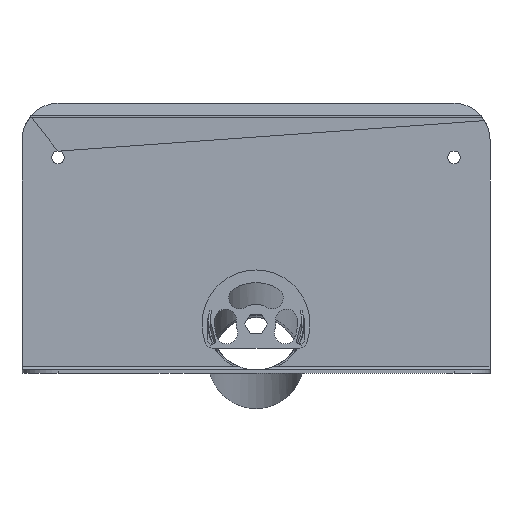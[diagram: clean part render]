
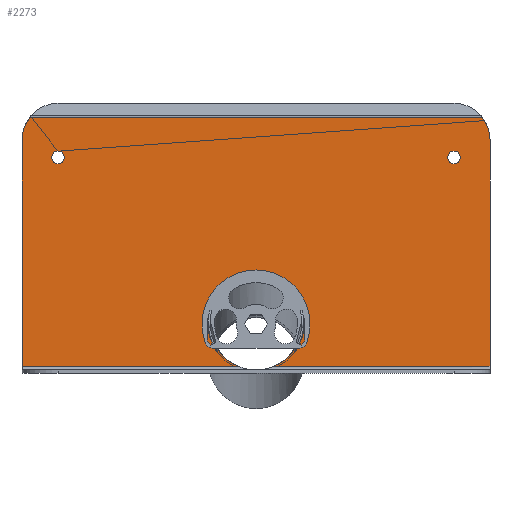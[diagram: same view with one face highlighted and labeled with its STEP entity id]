
A CAD part, left-side view. The second image highlights one B-rep face of the part: STEP entity #2273.
In plain terms, the highlighted planar face has unit normal (-1, 0, 0).
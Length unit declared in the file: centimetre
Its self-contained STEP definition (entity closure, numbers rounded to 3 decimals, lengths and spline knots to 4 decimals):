
#35=FACE_BOUND('',#301,.T.);
#36=FACE_BOUND('',#302,.T.);
#105=PLANE('',#2414);
#178=FACE_OUTER_BOUND('',#300,.T.);
#300=EDGE_LOOP('',(#1552,#1553,#1554,#1555,#1556,#1557,#1558,#1559,#1560,
#1561,#1562,#1563,#1564,#1565,#1566,#1567,#1568,#1569,#1570,#1571));
#301=EDGE_LOOP('',(#1572));
#302=EDGE_LOOP('',(#1573));
#439=LINE('',#3384,#632);
#446=LINE('',#3410,#639);
#448=LINE('',#3425,#641);
#449=LINE('',#3429,#642);
#450=LINE('',#3431,#643);
#451=LINE('',#3435,#644);
#452=LINE('',#3439,#645);
#453=LINE('',#3443,#646);
#454=LINE('',#3447,#647);
#455=LINE('',#3451,#648);
#456=LINE('',#3455,#649);
#632=VECTOR('',#2676,10.);
#639=VECTOR('',#2701,10.);
#641=VECTOR('',#2705,1.);
#642=VECTOR('',#2708,10.);
#643=VECTOR('',#2709,10.);
#644=VECTOR('',#2712,10.);
#645=VECTOR('',#2715,10.);
#646=VECTOR('',#2718,10.);
#647=VECTOR('',#2721,10.);
#648=VECTOR('',#2724,10.);
#649=VECTOR('',#2727,10.);
#820=CIRCLE('',#2393,20.);
#826=CIRCLE('',#2403,3.5);
#833=CIRCLE('',#2415,20.);
#834=CIRCLE('',#2416,25.5);
#835=CIRCLE('',#2417,26.75);
#836=CIRCLE('',#2418,25.5);
#837=CIRCLE('',#2419,26.75);
#838=CIRCLE('',#2420,25.5);
#839=CIRCLE('',#2421,26.75);
#840=CIRCLE('',#2422,25.5);
#841=CIRCLE('',#2423,3.5);
#931=VERTEX_POINT('',#3339);
#933=VERTEX_POINT('',#3345);
#943=VERTEX_POINT('',#3379);
#944=VERTEX_POINT('',#3383);
#954=VERTEX_POINT('',#3409);
#956=VERTEX_POINT('',#3424);
#957=VERTEX_POINT('',#3426);
#958=VERTEX_POINT('',#3428);
#959=VERTEX_POINT('',#3430);
#960=VERTEX_POINT('',#3432);
#961=VERTEX_POINT('',#3434);
#962=VERTEX_POINT('',#3436);
#963=VERTEX_POINT('',#3438);
#964=VERTEX_POINT('',#3440);
#965=VERTEX_POINT('',#3442);
#966=VERTEX_POINT('',#3444);
#967=VERTEX_POINT('',#3446);
#968=VERTEX_POINT('',#3448);
#969=VERTEX_POINT('',#3450);
#970=VERTEX_POINT('',#3452);
#971=VERTEX_POINT('',#3454);
#972=VERTEX_POINT('',#3457);
#1163=EDGE_CURVE('',#931,#933,#820,.T.);
#1177=EDGE_CURVE('',#943,#943,#826,.T.);
#1178=EDGE_CURVE('',#944,#933,#439,.T.);
#1191=EDGE_CURVE('',#954,#944,#446,.T.);
#1194=EDGE_CURVE('',#956,#931,#448,.T.);
#1195=EDGE_CURVE('',#956,#957,#833,.T.);
#1196=EDGE_CURVE('',#958,#957,#449,.T.);
#1197=EDGE_CURVE('',#958,#959,#450,.T.);
#1198=EDGE_CURVE('',#959,#960,#834,.T.);
#1199=EDGE_CURVE('',#960,#961,#451,.T.);
#1200=EDGE_CURVE('',#961,#962,#835,.T.);
#1201=EDGE_CURVE('',#962,#963,#452,.T.);
#1202=EDGE_CURVE('',#963,#964,#836,.T.);
#1203=EDGE_CURVE('',#964,#965,#453,.T.);
#1204=EDGE_CURVE('',#965,#966,#837,.T.);
#1205=EDGE_CURVE('',#966,#967,#454,.T.);
#1206=EDGE_CURVE('',#967,#968,#838,.T.);
#1207=EDGE_CURVE('',#968,#969,#455,.T.);
#1208=EDGE_CURVE('',#969,#970,#839,.T.);
#1209=EDGE_CURVE('',#970,#971,#456,.T.);
#1210=EDGE_CURVE('',#971,#954,#840,.T.);
#1211=EDGE_CURVE('',#972,#972,#841,.T.);
#1552=ORIENTED_EDGE('',*,*,#1194,.F.);
#1553=ORIENTED_EDGE('',*,*,#1195,.T.);
#1554=ORIENTED_EDGE('',*,*,#1196,.F.);
#1555=ORIENTED_EDGE('',*,*,#1197,.T.);
#1556=ORIENTED_EDGE('',*,*,#1198,.T.);
#1557=ORIENTED_EDGE('',*,*,#1199,.T.);
#1558=ORIENTED_EDGE('',*,*,#1200,.T.);
#1559=ORIENTED_EDGE('',*,*,#1201,.T.);
#1560=ORIENTED_EDGE('',*,*,#1202,.T.);
#1561=ORIENTED_EDGE('',*,*,#1203,.T.);
#1562=ORIENTED_EDGE('',*,*,#1204,.T.);
#1563=ORIENTED_EDGE('',*,*,#1205,.T.);
#1564=ORIENTED_EDGE('',*,*,#1206,.T.);
#1565=ORIENTED_EDGE('',*,*,#1207,.T.);
#1566=ORIENTED_EDGE('',*,*,#1208,.T.);
#1567=ORIENTED_EDGE('',*,*,#1209,.T.);
#1568=ORIENTED_EDGE('',*,*,#1210,.T.);
#1569=ORIENTED_EDGE('',*,*,#1191,.T.);
#1570=ORIENTED_EDGE('',*,*,#1178,.T.);
#1571=ORIENTED_EDGE('',*,*,#1163,.F.);
#1572=ORIENTED_EDGE('',*,*,#1177,.T.);
#1573=ORIENTED_EDGE('',*,*,#1211,.T.);
#2273=ADVANCED_FACE('',(#178,#35,#36),#105,.T.);
#2393=AXIS2_PLACEMENT_3D('',#3346,#2647,#2648);
#2403=AXIS2_PLACEMENT_3D('',#3381,#2672,#2673);
#2414=AXIS2_PLACEMENT_3D('',#3423,#2703,#2704);
#2415=AXIS2_PLACEMENT_3D('',#3427,#2706,#2707);
#2416=AXIS2_PLACEMENT_3D('',#3433,#2710,#2711);
#2417=AXIS2_PLACEMENT_3D('',#3437,#2713,#2714);
#2418=AXIS2_PLACEMENT_3D('',#3441,#2716,#2717);
#2419=AXIS2_PLACEMENT_3D('',#3445,#2719,#2720);
#2420=AXIS2_PLACEMENT_3D('',#3449,#2722,#2723);
#2421=AXIS2_PLACEMENT_3D('',#3453,#2725,#2726);
#2422=AXIS2_PLACEMENT_3D('',#3456,#2728,#2729);
#2423=AXIS2_PLACEMENT_3D('',#3458,#2730,#2731);
#2647=DIRECTION('center_axis',(1.,0.,0.));
#2648=DIRECTION('ref_axis',(0.,-0.707,0.707));
#2672=DIRECTION('center_axis',(1.,0.,0.));
#2673=DIRECTION('ref_axis',(0.,-1.,0.));
#2676=DIRECTION('',(0.,0.,1.));
#2701=DIRECTION('',(0.,-1.,0.));
#2703=DIRECTION('center_axis',(-1.,0.,0.));
#2704=DIRECTION('ref_axis',(0.,-1.,0.));
#2705=DIRECTION('',(0.,-1.,0.));
#2706=DIRECTION('center_axis',(-1.,0.,0.));
#2707=DIRECTION('ref_axis',(0.,0.707,0.707));
#2708=DIRECTION('',(0.,0.,1.));
#2709=DIRECTION('',(0.,-1.,0.));
#2710=DIRECTION('center_axis',(1.,0.,0.));
#2711=DIRECTION('ref_axis',(0.,0.801,-0.598));
#2712=DIRECTION('',(0.,1.,0.));
#2713=DIRECTION('center_axis',(1.,0.,0.));
#2714=DIRECTION('ref_axis',(0.,0.822,0.57));
#2715=DIRECTION('',(0.,-1.,0.));
#2716=DIRECTION('center_axis',(1.,0.,0.));
#2717=DIRECTION('ref_axis',(0.,0.206,0.979));
#2718=DIRECTION('',(0.,0.,1.));
#2719=DIRECTION('center_axis',(1.,0.,0.));
#2720=DIRECTION('ref_axis',(0.,-0.196,0.981));
#2721=DIRECTION('',(0.,0.,-1.));
#2722=DIRECTION('center_axis',(1.,0.,0.));
#2723=DIRECTION('ref_axis',(0.,-0.801,0.598));
#2724=DIRECTION('',(0.,-1.,0.));
#2725=DIRECTION('center_axis',(1.,0.,0.));
#2726=DIRECTION('ref_axis',(0.,-0.822,-0.57));
#2727=DIRECTION('',(0.,1.,0.));
#2728=DIRECTION('center_axis',(1.,0.,0.));
#2729=DIRECTION('ref_axis',(0.,0.801,-0.598));
#2730=DIRECTION('center_axis',(1.,0.,0.));
#2731=DIRECTION('ref_axis',(0.,-1.,0.));
#3339=CARTESIAN_POINT('',(99.5,-125.2951,142.4973));
#3345=CARTESIAN_POINT('',(99.5,-129.8751,129.7606));
#3346=CARTESIAN_POINT('Origin',(99.5,-109.8751,129.7606));
#3379=CARTESIAN_POINT('',(99.5,-106.3751,120.0397));
#3381=CARTESIAN_POINT('Origin',(99.5,-109.8751,120.0397));
#3383=CARTESIAN_POINT('',(99.5,-129.8751,4.0393));
#3384=CARTESIAN_POINT('',(99.5,-129.8751,-0.4846));
#3409=CARTESIAN_POINT('',(99.5,-9.7746,4.0393));
#3410=CARTESIAN_POINT('',(99.5,0.1249,4.0393));
#3423=CARTESIAN_POINT('Origin',(99.5,0.1249,70.9138));
#3424=CARTESIAN_POINT('',(99.5,125.5449,142.4973));
#3425=CARTESIAN_POINT('',(99.5,88.5574,142.4973));
#3426=CARTESIAN_POINT('',(99.5,130.1249,129.7606));
#3427=CARTESIAN_POINT('Origin',(99.5,110.1249,129.7606));
#3428=CARTESIAN_POINT('',(99.5,130.1249,4.0393));
#3429=CARTESIAN_POINT('',(99.5,130.1249,-0.4846));
#3430=CARTESIAN_POINT('',(99.5,10.0244,4.0393));
#3431=CARTESIAN_POINT('',(99.5,5.1249,4.0393));
#3432=CARTESIAN_POINT('',(99.5,20.5623,12.2893));
#3433=CARTESIAN_POINT('Origin',(99.5,0.1249,27.5393));
#3434=CARTESIAN_POINT('',(99.5,22.1021,12.2893));
#3435=CARTESIAN_POINT('',(99.5,11.1135,12.2893));
#3436=CARTESIAN_POINT('',(99.5,22.1021,42.7893));
#3437=CARTESIAN_POINT('Origin',(99.5,0.1249,27.5393));
#3438=CARTESIAN_POINT('',(99.5,20.5623,42.7893));
#3439=CARTESIAN_POINT('',(99.5,10.3436,42.7893));
#3440=CARTESIAN_POINT('',(99.5,5.3749,52.493));
#3441=CARTESIAN_POINT('Origin',(99.5,0.1249,27.5393));
#3442=CARTESIAN_POINT('',(99.5,5.3749,53.769));
#3443=CARTESIAN_POINT('',(99.5,5.3749,62.3414));
#3444=CARTESIAN_POINT('',(99.5,-5.1251,53.769));
#3445=CARTESIAN_POINT('Origin',(99.5,0.1249,27.5393));
#3446=CARTESIAN_POINT('',(99.5,-5.1251,52.493));
#3447=CARTESIAN_POINT('',(99.5,-5.1251,61.7034));
#3448=CARTESIAN_POINT('',(99.5,-20.3125,42.7893));
#3449=CARTESIAN_POINT('Origin',(99.5,0.1249,27.5393));
#3450=CARTESIAN_POINT('',(99.5,-21.8524,42.7893));
#3451=CARTESIAN_POINT('',(99.5,-10.8637,42.7893));
#3452=CARTESIAN_POINT('',(99.5,-21.8524,12.2893));
#3453=CARTESIAN_POINT('Origin',(99.5,0.1249,27.5393));
#3454=CARTESIAN_POINT('',(99.5,-20.3125,12.2893));
#3455=CARTESIAN_POINT('',(99.5,-10.0938,12.2893));
#3456=CARTESIAN_POINT('Origin',(99.5,0.1249,27.5393));
#3457=CARTESIAN_POINT('',(99.5,113.6249,120.0397));
#3458=CARTESIAN_POINT('Origin',(99.5,110.1249,120.0397));
